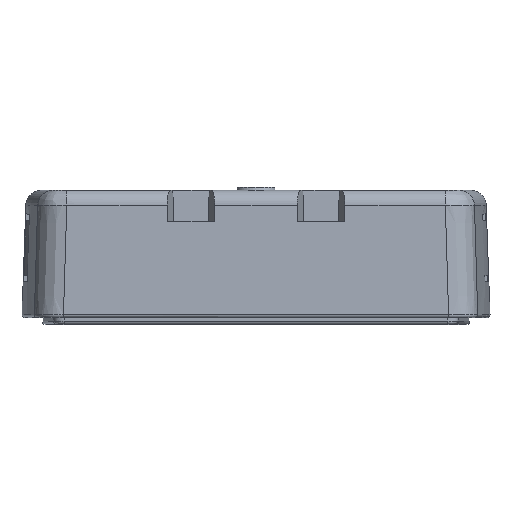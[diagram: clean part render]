
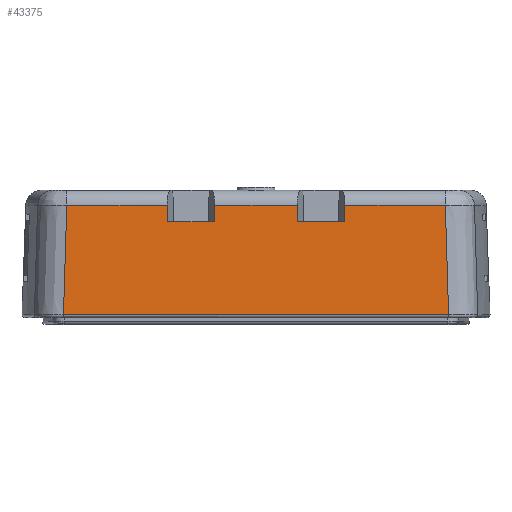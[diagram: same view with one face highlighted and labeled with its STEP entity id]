
A CAD part, left-side view. The second image highlights one B-rep face of the part: STEP entity #43375.
In plain terms, the highlighted planar face has unit normal (-0.999, 0, 0.035).
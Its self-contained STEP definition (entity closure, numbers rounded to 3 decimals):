
#43298=AXIS2_PLACEMENT_3D('Plane Axis2P3D',#43295,#43296,#43297) ;
#40975=CARTESIAN_POINT('Vertex',(0.,73.778,1.717)) ;
#41073=CARTESIAN_POINT('Vertex',(0.,7.163,1.717)) ;
#41337=CARTESIAN_POINT('Control Point',(0.659,7.728,20.594)) ;
#41338=CARTESIAN_POINT('Control Point',(0.439,7.54,14.302)) ;
#41339=CARTESIAN_POINT('Control Point',(0.22,7.351,8.01)) ;
#41340=CARTESIAN_POINT('Control Point',(0.,7.163,1.717)) ;
#41341=CARTESIAN_POINT('Vertex',(0.659,7.728,20.594)) ;
#42944=CARTESIAN_POINT('Line Origine',(0.,2.835,1.717)) ;
#42979=CARTESIAN_POINT('Control Point',(0.659,73.213,20.594)) ;
#42980=CARTESIAN_POINT('Control Point',(0.439,73.401,14.302)) ;
#42981=CARTESIAN_POINT('Control Point',(0.22,73.59,8.01)) ;
#42982=CARTESIAN_POINT('Control Point',(0.,73.778,1.717)) ;
#42983=CARTESIAN_POINT('Vertex',(0.659,73.213,20.594)) ;
#43295=CARTESIAN_POINT('Axis2P3D Location',(-0.018,2.835,1.2)) ;
#43300=CARTESIAN_POINT('Line Origine',(0.659,16.419,20.594)) ;
#43304=CARTESIAN_POINT('Vertex',(0.659,25.11,20.594)) ;
#43307=CARTESIAN_POINT('Line Origine',(0.61,25.147,19.197)) ;
#43311=CARTESIAN_POINT('Vertex',(0.562,25.185,17.8)) ;
#43314=CARTESIAN_POINT('Line Origine',(0.562,29.222,17.8)) ;
#43318=CARTESIAN_POINT('Vertex',(0.562,33.259,17.8)) ;
#43321=CARTESIAN_POINT('Line Origine',(0.61,33.296,19.197)) ;
#43325=CARTESIAN_POINT('Vertex',(0.659,33.334,20.594)) ;
#43328=CARTESIAN_POINT('Line Origine',(0.659,40.472,20.594)) ;
#43332=CARTESIAN_POINT('Vertex',(0.659,47.61,20.594)) ;
#43335=CARTESIAN_POINT('Line Origine',(0.61,47.647,19.197)) ;
#43339=CARTESIAN_POINT('Vertex',(0.562,47.685,17.8)) ;
#43342=CARTESIAN_POINT('Line Origine',(0.562,51.722,17.8)) ;
#43346=CARTESIAN_POINT('Vertex',(0.562,55.759,17.8)) ;
#43349=CARTESIAN_POINT('Line Origine',(0.61,55.796,19.197)) ;
#43353=CARTESIAN_POINT('Vertex',(0.659,55.834,20.594)) ;
#43356=CARTESIAN_POINT('Line Origine',(0.659,64.523,20.594)) ;
#42945=DIRECTION('Vector Direction',(0.,1.,0.)) ;
#43296=DIRECTION('Axis2P3D Direction',(-0.999,0.,0.035)) ;
#43297=DIRECTION('Axis2P3D XDirection',(-0.035,0.,-0.999)) ;
#43301=DIRECTION('Vector Direction',(0.,1.,0.)) ;
#43308=DIRECTION('Vector Direction',(0.035,-0.027,0.999)) ;
#43315=DIRECTION('Vector Direction',(0.,1.,0.)) ;
#43322=DIRECTION('Vector Direction',(-0.035,-0.027,-0.999)) ;
#43329=DIRECTION('Vector Direction',(0.,1.,0.)) ;
#43336=DIRECTION('Vector Direction',(-0.035,0.027,-0.999)) ;
#43343=DIRECTION('Vector Direction',(0.,-1.,0.)) ;
#43350=DIRECTION('Vector Direction',(0.035,0.027,0.999)) ;
#43357=DIRECTION('Vector Direction',(0.,1.,0.)) ;
#42946=VECTOR('Line Direction',#42945,1.) ;
#43302=VECTOR('Line Direction',#43301,1.) ;
#43309=VECTOR('Line Direction',#43308,1.) ;
#43316=VECTOR('Line Direction',#43315,1.) ;
#43323=VECTOR('Line Direction',#43322,1.) ;
#43330=VECTOR('Line Direction',#43329,1.) ;
#43337=VECTOR('Line Direction',#43336,1.) ;
#43344=VECTOR('Line Direction',#43343,1.) ;
#43351=VECTOR('Line Direction',#43350,1.) ;
#43358=VECTOR('Line Direction',#43357,1.) ;
#43362=ORIENTED_EDGE('',*,*,#42985,.T.) ;
#43363=ORIENTED_EDGE('',*,*,#42948,.T.) ;
#43364=ORIENTED_EDGE('',*,*,#41343,.T.) ;
#43365=ORIENTED_EDGE('',*,*,#43306,.T.) ;
#43366=ORIENTED_EDGE('',*,*,#43313,.F.) ;
#43367=ORIENTED_EDGE('',*,*,#43320,.T.) ;
#43368=ORIENTED_EDGE('',*,*,#43327,.F.) ;
#43369=ORIENTED_EDGE('',*,*,#43334,.T.) ;
#43370=ORIENTED_EDGE('',*,*,#43341,.T.) ;
#43371=ORIENTED_EDGE('',*,*,#43348,.F.) ;
#43372=ORIENTED_EDGE('',*,*,#43355,.T.) ;
#43373=ORIENTED_EDGE('',*,*,#43360,.T.) ;
#43375=ADVANCED_FACE('1001\\77461_CABTITE_FRFT_4-1',(#43374),#43299,.T.) ;
#41343=EDGE_CURVE('',#41074,#41342,#41336,.F.) ;
#42948=EDGE_CURVE('',#40976,#41074,#42947,.F.) ;
#42985=EDGE_CURVE('',#42984,#40976,#42978,.T.) ;
#43306=EDGE_CURVE('',#41342,#43305,#43303,.T.) ;
#43313=EDGE_CURVE('',#43312,#43305,#43310,.T.) ;
#43320=EDGE_CURVE('',#43312,#43319,#43317,.T.) ;
#43327=EDGE_CURVE('',#43326,#43319,#43324,.T.) ;
#43334=EDGE_CURVE('',#43326,#43333,#43331,.T.) ;
#43341=EDGE_CURVE('',#43333,#43340,#43338,.T.) ;
#43348=EDGE_CURVE('',#43347,#43340,#43345,.T.) ;
#43355=EDGE_CURVE('',#43347,#43354,#43352,.T.) ;
#43360=EDGE_CURVE('',#43354,#42984,#43359,.T.) ;
#43361=EDGE_LOOP('',(#43362,#43363,#43364,#43365,#43366,#43367,#43368,#43369,#43370,#43371,#43372,#43373)) ;
#43374=FACE_OUTER_BOUND('',#43361,.T.) ;
#42947=LINE('Line',#42944,#42946) ;
#43303=LINE('Line',#43300,#43302) ;
#43310=LINE('Line',#43307,#43309) ;
#43317=LINE('Line',#43314,#43316) ;
#43324=LINE('Line',#43321,#43323) ;
#43331=LINE('Line',#43328,#43330) ;
#43338=LINE('Line',#43335,#43337) ;
#43345=LINE('Line',#43342,#43344) ;
#43352=LINE('Line',#43349,#43351) ;
#43359=LINE('Line',#43356,#43358) ;
#43299=PLANE('',#43298) ;
#40976=VERTEX_POINT('',#40975) ;
#41074=VERTEX_POINT('',#41073) ;
#41342=VERTEX_POINT('',#41341) ;
#42984=VERTEX_POINT('',#42983) ;
#43305=VERTEX_POINT('',#43304) ;
#43312=VERTEX_POINT('',#43311) ;
#43319=VERTEX_POINT('',#43318) ;
#43326=VERTEX_POINT('',#43325) ;
#43333=VERTEX_POINT('',#43332) ;
#43340=VERTEX_POINT('',#43339) ;
#43347=VERTEX_POINT('',#43346) ;
#43354=VERTEX_POINT('',#43353) ;
#41336=(BOUNDED_CURVE()B_SPLINE_CURVE(3,(#41337,#41338,#41339,#41340),.UNSPECIFIED.,.F.,.U.)B_SPLINE_CURVE_WITH_KNOTS((4,4),(0.114,19.011),.UNSPECIFIED.)CURVE()GEOMETRIC_REPRESENTATION_ITEM()RATIONAL_B_SPLINE_CURVE((1.,1.,1.,1.))REPRESENTATION_ITEM('')) ;
#42978=(BOUNDED_CURVE()B_SPLINE_CURVE(3,(#42979,#42980,#42981,#42982),.UNSPECIFIED.,.F.,.U.)B_SPLINE_CURVE_WITH_KNOTS((4,4),(0.114,19.011),.UNSPECIFIED.)CURVE()GEOMETRIC_REPRESENTATION_ITEM()RATIONAL_B_SPLINE_CURVE((1.,1.,1.,1.))REPRESENTATION_ITEM('')) ;
